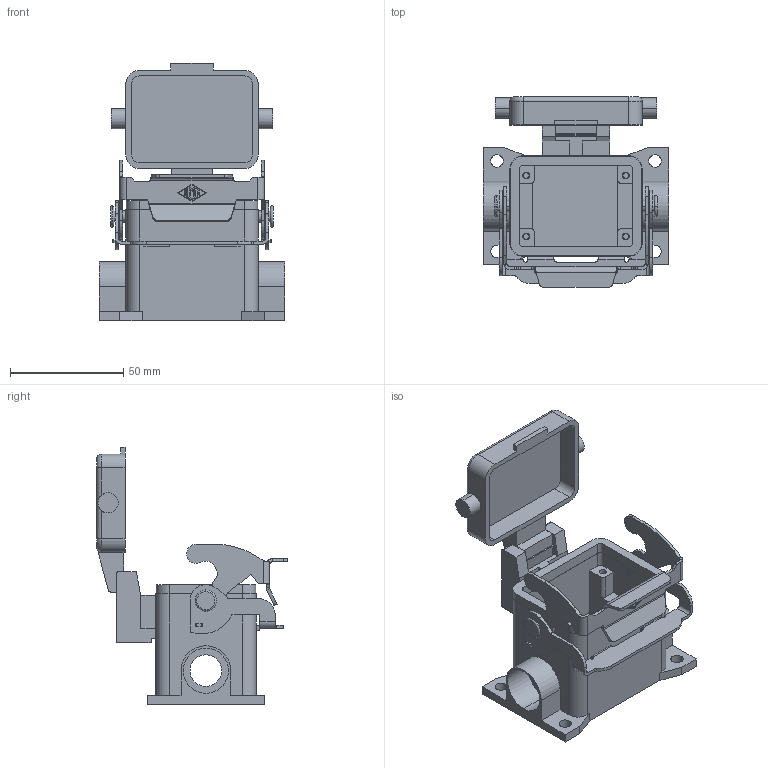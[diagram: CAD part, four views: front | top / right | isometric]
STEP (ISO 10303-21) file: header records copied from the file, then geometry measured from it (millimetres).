
FILE_DESCRIPTION(('Creo Elements/Direct Modeling STEP Export'),'2;1');
FILE_NAME('0ln7uvk45u5bhsm4768','2016-11-28T10:46:15',(''),(''),'PTC Creo Elements/Direct Modeling STEP processor for AP214 (Solid Model)','PTC Creo Elements/Direct Modeling 19.0E 27-Jun-2016 (C) Parametric Technology GmbH','');
FILE_SCHEMA(('AUTOMOTIVE_DESIGN { 1 0 10303 214 1 1 1 1 }'));
Length unit declared in the file: millimetre
Products named in the file (1): M7P_06_LS220
Bounding box: 82 x 84.23 x 113.75 mm (x, y, z)
Volume: 94975.6 mm3; surface area: 53098.8 mm2
Topology: 1 solids, 1 shells, 505 faces, 1366 edges, 899 vertices
Faces by surface type: plane 277, cylinder 200, torus 12, bspline 12, cone 4
Entity records: 22078 total; most frequent: CARTESIAN_POINT 5334, ORIENTED_EDGE 2724, DIRECTION 2557, EDGE_CURVE 1362, VERTEX_POINT 899, VECTOR 885, LINE 885, AXIS2_PLACEMENT_3D 836
